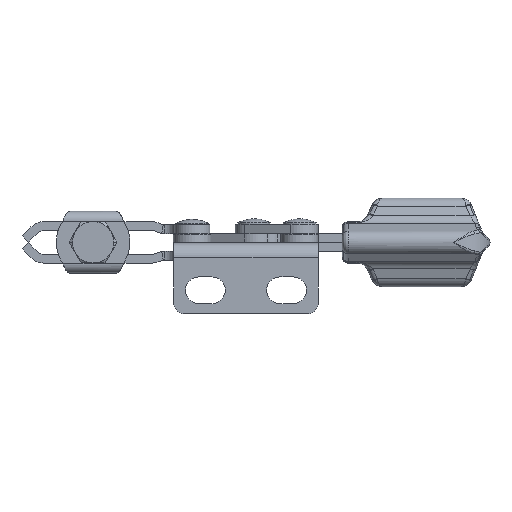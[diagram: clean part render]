
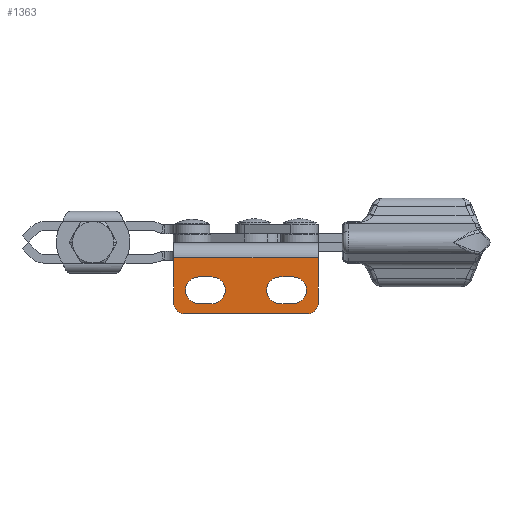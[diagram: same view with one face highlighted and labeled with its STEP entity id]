
A CAD part, front view. The second image highlights one B-rep face of the part: STEP entity #1363.
In plain terms, the highlighted free-form (B-spline) face has degree [1, 1] with [2, 2] control points.
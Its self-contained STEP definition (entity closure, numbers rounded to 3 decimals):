
#1031=CARTESIAN_POINT('',(-27.369,5.12,-1.));
#1032=VERTEX_POINT('',#1031);
#1040=CARTESIAN_POINT('',(-2.869,5.12,-1.));
#1041=VERTEX_POINT('',#1040);
#1042=CARTESIAN_POINT('',(-27.369,5.12,-1.));
#1043=DIRECTION('',(1.0,0.0,0.0));
#1044=VECTOR('',#1043,24.5);
#1045=LINE('',#1042,#1044);
#1046=EDGE_CURVE('',#1032,#1041,#1045,.T.);
#1243=CARTESIAN_POINT('',(-27.369,5.12,-1.));
#1244=CARTESIAN_POINT('',(-2.869,5.12,-1.));
#1245=CARTESIAN_POINT('',(-27.369,5.12,-10.5));
#1246=CARTESIAN_POINT('',(-2.869,5.12,-10.5));
#1247=B_SPLINE_SURFACE_WITH_KNOTS('',1,1,((#1243,#1245),(#1244,#1246)),.UNSPECIFIED.,.F.,.F.,.U.,(2,2),(2,2),(0.0,24.5),(0.0,9.5),.UNSPECIFIED.);
#1248=ORIENTED_EDGE('',*,*,#1046,.F.);
#1249=CARTESIAN_POINT('',(-27.369,5.12,-8.5));
#1250=VERTEX_POINT('',#1249);
#1251=CARTESIAN_POINT('',(-27.369,5.12,-1.));
#1252=DIRECTION('',(0.0,0.0,-1.0));
#1253=VECTOR('',#1252,7.5);
#1254=LINE('',#1251,#1253);
#1255=EDGE_CURVE('',#1032,#1250,#1254,.T.);
#1256=ORIENTED_EDGE('',*,*,#1255,.T.);
#1257=CARTESIAN_POINT('',(-25.369,5.12,-10.5));
#1258=VERTEX_POINT('',#1257);
#1259=CARTESIAN_POINT('',(-25.369,5.12,-8.5));
#1260=DIRECTION('',(0.0,-1.0,0.0));
#1261=DIRECTION('',(-1.0,0.0,0.0));
#1262=AXIS2_PLACEMENT_3D('',#1259,#1260,#1261);
#1263=CIRCLE('',#1262,2.);
#1264=EDGE_CURVE('',#1250,#1258,#1263,.T.);
#1265=ORIENTED_EDGE('',*,*,#1264,.T.);
#1266=CARTESIAN_POINT('',(-4.869,5.12,-10.5));
#1267=VERTEX_POINT('',#1266);
#1268=CARTESIAN_POINT('',(-25.369,5.12,-10.5));
#1269=DIRECTION('',(1.0,0.0,0.0));
#1270=VECTOR('',#1269,20.5);
#1271=LINE('',#1268,#1270);
#1272=EDGE_CURVE('',#1258,#1267,#1271,.T.);
#1273=ORIENTED_EDGE('',*,*,#1272,.T.);
#1274=CARTESIAN_POINT('',(-2.869,5.12,-8.5));
#1275=VERTEX_POINT('',#1274);
#1276=CARTESIAN_POINT('',(-4.869,5.12,-8.5));
#1277=DIRECTION('',(0.0,-1.0,0.0));
#1278=DIRECTION('',(0.0,0.0,-1.0));
#1279=AXIS2_PLACEMENT_3D('',#1276,#1277,#1278);
#1280=CIRCLE('',#1279,2.);
#1281=EDGE_CURVE('',#1267,#1275,#1280,.T.);
#1282=ORIENTED_EDGE('',*,*,#1281,.T.);
#1283=CARTESIAN_POINT('',(-2.869,5.12,-8.5));
#1284=DIRECTION('',(0.0,0.0,1.0));
#1285=VECTOR('',#1284,7.5);
#1286=LINE('',#1283,#1285);
#1287=EDGE_CURVE('',#1275,#1041,#1286,.T.);
#1288=ORIENTED_EDGE('',*,*,#1287,.T.);
#1289=EDGE_LOOP('',(#1248,#1256,#1265,#1273,#1282,#1288));
#1290=FACE_OUTER_BOUND('',#1289,.T.);
#1291=CARTESIAN_POINT('',(-20.869,5.12,-4.25));
#1292=VERTEX_POINT('',#1291);
#1293=CARTESIAN_POINT('',(-23.119,5.12,-4.25));
#1294=VERTEX_POINT('',#1293);
#1295=CARTESIAN_POINT('',(-20.869,5.12,-4.25));
#1296=DIRECTION('',(-1.0,0.0,0.0));
#1297=VECTOR('',#1296,2.25);
#1298=LINE('',#1295,#1297);
#1299=EDGE_CURVE('',#1292,#1294,#1298,.T.);
#1300=ORIENTED_EDGE('',*,*,#1299,.F.);
#1301=CARTESIAN_POINT('',(-20.869,5.12,-8.75));
#1302=VERTEX_POINT('',#1301);
#1303=CARTESIAN_POINT('',(-20.869,5.12,-6.5));
#1304=DIRECTION('',(0.0,-1.0,0.0));
#1305=DIRECTION('',(0.0,0.0,1.0));
#1306=AXIS2_PLACEMENT_3D('',#1303,#1304,#1305);
#1307=CIRCLE('',#1306,2.25);
#1308=EDGE_CURVE('',#1302,#1292,#1307,.T.);
#1309=ORIENTED_EDGE('',*,*,#1308,.F.);
#1310=CARTESIAN_POINT('',(-23.119,5.12,-8.75));
#1311=VERTEX_POINT('',#1310);
#1312=CARTESIAN_POINT('',(-23.119,5.12,-8.75));
#1313=DIRECTION('',(1.0,0.0,0.0));
#1314=VECTOR('',#1313,2.25);
#1315=LINE('',#1312,#1314);
#1316=EDGE_CURVE('',#1311,#1302,#1315,.T.);
#1317=ORIENTED_EDGE('',*,*,#1316,.F.);
#1318=CARTESIAN_POINT('',(-23.119,5.12,-6.5));
#1319=DIRECTION('',(0.0,-1.0,0.0));
#1320=DIRECTION('',(0.0,0.0,-1.0));
#1321=AXIS2_PLACEMENT_3D('',#1318,#1319,#1320);
#1322=CIRCLE('',#1321,2.25);
#1323=EDGE_CURVE('',#1294,#1311,#1322,.T.);
#1324=ORIENTED_EDGE('',*,*,#1323,.F.);
#1325=EDGE_LOOP('',(#1300,#1309,#1317,#1324));
#1326=FACE_BOUND('',#1325,.T.);
#1327=CARTESIAN_POINT('',(-7.119,5.12,-4.25));
#1328=VERTEX_POINT('',#1327);
#1329=CARTESIAN_POINT('',(-9.369,5.12,-4.25));
#1330=VERTEX_POINT('',#1329);
#1331=CARTESIAN_POINT('',(-7.119,5.12,-4.25));
#1332=DIRECTION('',(-1.0,0.0,0.0));
#1333=VECTOR('',#1332,2.25);
#1334=LINE('',#1331,#1333);
#1335=EDGE_CURVE('',#1328,#1330,#1334,.T.);
#1336=ORIENTED_EDGE('',*,*,#1335,.F.);
#1337=CARTESIAN_POINT('',(-7.119,5.12,-8.75));
#1338=VERTEX_POINT('',#1337);
#1339=CARTESIAN_POINT('',(-7.119,5.12,-6.5));
#1340=DIRECTION('',(0.0,-1.0,0.0));
#1341=DIRECTION('',(0.0,0.0,1.0));
#1342=AXIS2_PLACEMENT_3D('',#1339,#1340,#1341);
#1343=CIRCLE('',#1342,2.25);
#1344=EDGE_CURVE('',#1338,#1328,#1343,.T.);
#1345=ORIENTED_EDGE('',*,*,#1344,.F.);
#1346=CARTESIAN_POINT('',(-9.369,5.12,-8.75));
#1347=VERTEX_POINT('',#1346);
#1348=CARTESIAN_POINT('',(-9.369,5.12,-8.75));
#1349=DIRECTION('',(1.0,0.0,0.0));
#1350=VECTOR('',#1349,2.25);
#1351=LINE('',#1348,#1350);
#1352=EDGE_CURVE('',#1347,#1338,#1351,.T.);
#1353=ORIENTED_EDGE('',*,*,#1352,.F.);
#1354=CARTESIAN_POINT('',(-9.369,5.12,-6.5));
#1355=DIRECTION('',(0.0,-1.0,0.0));
#1356=DIRECTION('',(0.0,0.0,-1.0));
#1357=AXIS2_PLACEMENT_3D('',#1354,#1355,#1356);
#1358=CIRCLE('',#1357,2.25);
#1359=EDGE_CURVE('',#1330,#1347,#1358,.T.);
#1360=ORIENTED_EDGE('',*,*,#1359,.F.);
#1361=EDGE_LOOP('',(#1336,#1345,#1353,#1360));
#1362=FACE_BOUND('',#1361,.T.);
#1363=ADVANCED_FACE('',(#1290,#1326,#1362),#1247,.F.);
